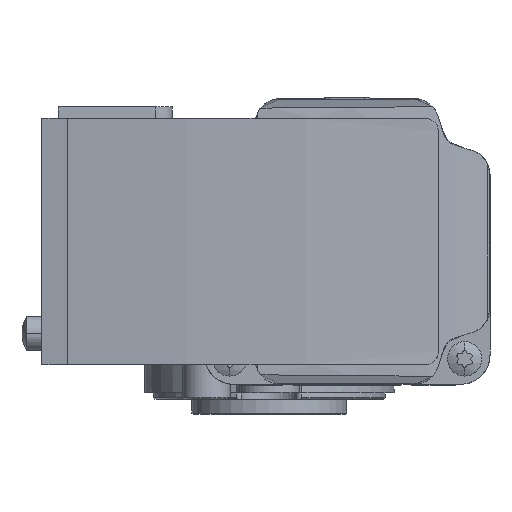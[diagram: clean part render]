
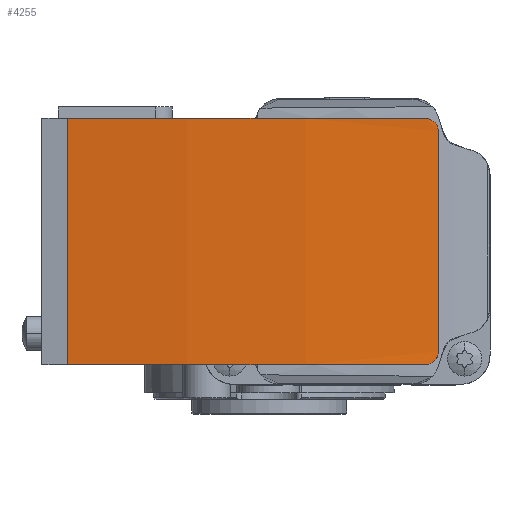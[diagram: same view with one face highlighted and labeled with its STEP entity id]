
A CAD part, left-side view. The second image highlights one B-rep face of the part: STEP entity #4255.
In plain terms, the highlighted cylindrical face has radius 300 mm (diameter 600 mm), a partial arc.
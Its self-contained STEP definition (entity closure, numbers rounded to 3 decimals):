
#4255=ADVANCED_FACE('',(#12712),#12713,.T.);
#4271=VERTEX_POINT('',#12736);
#4273=VERTEX_POINT('',#12738);
#4275=EDGE_CURVE('',#4271,#4273,#12740,.T.);
#4277=VERTEX_POINT('',#12742);
#4279=EDGE_CURVE('',#4277,#4271,#12744,.T.);
#4281=VERTEX_POINT('',#12746);
#4283=EDGE_CURVE('',#4281,#4277,#12748,.T.);
#4285=VERTEX_POINT('',#12750);
#4287=EDGE_CURVE('',#4285,#4281,#12752,.T.);
#4289=VERTEX_POINT('',#12754);
#4291=EDGE_CURVE('',#4289,#4285,#12756,.T.);
#4293=EDGE_CURVE('',#4273,#4289,#12758,.T.);
#12712=FACE_OUTER_BOUND('',#22303,.T.);
#12713=CYLINDRICAL_SURFACE('',#22304,300.0);
#12736=CARTESIAN_POINT('',(-4.808,-25.6,28.6));
#12738=CARTESIAN_POINT('',(-4.388,-28.6,25.6));
#12740=B_SPLINE_CURVE_WITH_KNOTS('',3,(#22332,#22333,#22334,#22335,#22336,#22337,#22338,#22339,#22340,#22341,#22342,#22343,#22344,#22345,#22346,#22347,#22348,#22349),.UNSPECIFIED.,.F.,.F.,(4,2,2,2,2,2,2,2,4),(4.539,5.11,5.681,6.252,6.822,7.387,7.952,8.517,9.082),.UNSPECIFIED.);
#12742=CARTESIAN_POINT('',(-4.388,57.6,28.6));
#12744=CIRCLE('',#22354,300.0);
#12746=CARTESIAN_POINT('',(-4.388,57.6,-28.6));
#12748=LINE('',#22359,#22360);
#12750=CARTESIAN_POINT('',(-4.808,-25.6,-28.6));
#12752=CIRCLE('',#22365,300.0);
#12754=CARTESIAN_POINT('',(-4.388,-28.6,-25.6));
#12756=B_SPLINE_CURVE_WITH_KNOTS('',3,(#22370,#22371,#22372,#22373,#22374,#22375,#22376,#22377,#22378,#22379,#22380,#22381,#22382,#22383,#22384,#22385,#22386,#22387),.UNSPECIFIED.,.F.,.F.,(4,2,2,2,2,2,2,2,4),(9.082,9.648,10.214,10.78,11.346,11.916,12.485,13.054,13.624),.UNSPECIFIED.);
#12758=LINE('',#22390,#22391);
#22303=EDGE_LOOP('',(#37952,#37953,#37954,#37955,#37956,#37957));
#22304=AXIS2_PLACEMENT_3D('',#37958,#37959,#37960);
#22332=CARTESIAN_POINT('',(-4.808,-25.6,28.6));
#22333=CARTESIAN_POINT('',(-4.782,-25.789,28.6));
#22334=CARTESIAN_POINT('',(-4.756,-25.984,28.582));
#22335=CARTESIAN_POINT('',(-4.703,-26.372,28.506));
#22336=CARTESIAN_POINT('',(-4.676,-26.565,28.448));
#22337=CARTESIAN_POINT('',(-4.625,-26.935,28.294));
#22338=CARTESIAN_POINT('',(-4.6,-27.112,28.198));
#22339=CARTESIAN_POINT('',(-4.554,-27.441,27.977));
#22340=CARTESIAN_POINT('',(-4.532,-27.592,27.851));
#22341=CARTESIAN_POINT('',(-4.495,-27.858,27.585));
#22342=CARTESIAN_POINT('',(-4.477,-27.982,27.435));
#22343=CARTESIAN_POINT('',(-4.446,-28.201,27.108));
#22344=CARTESIAN_POINT('',(-4.432,-28.296,26.931));
#22345=CARTESIAN_POINT('',(-4.41,-28.448,26.562));
#22346=CARTESIAN_POINT('',(-4.401,-28.506,26.37));
#22347=CARTESIAN_POINT('',(-4.39,-28.582,25.983));
#22348=CARTESIAN_POINT('',(-4.388,-28.6,25.788));
#22349=CARTESIAN_POINT('',(-4.388,-28.6,25.6));
#22354=AXIS2_PLACEMENT_3D('',#38019,#38020,#38021);
#22359=CARTESIAN_POINT('',(-4.388,57.6,0.0));
#22360=VECTOR('',#38022,1.0);
#22365=AXIS2_PLACEMENT_3D('',#38023,#38024,#38025);
#22370=CARTESIAN_POINT('',(-4.388,-28.6,-25.6));
#22371=CARTESIAN_POINT('',(-4.388,-28.6,-25.789));
#22372=CARTESIAN_POINT('',(-4.39,-28.582,-25.984));
#22373=CARTESIAN_POINT('',(-4.402,-28.506,-26.372));
#22374=CARTESIAN_POINT('',(-4.41,-28.448,-26.565));
#22375=CARTESIAN_POINT('',(-4.432,-28.294,-26.934));
#22376=CARTESIAN_POINT('',(-4.446,-28.199,-27.111));
#22377=CARTESIAN_POINT('',(-4.477,-27.979,-27.438));
#22378=CARTESIAN_POINT('',(-4.495,-27.854,-27.589));
#22379=CARTESIAN_POINT('',(-4.533,-27.588,-27.855));
#22380=CARTESIAN_POINT('',(-4.554,-27.437,-27.98));
#22381=CARTESIAN_POINT('',(-4.601,-27.109,-28.2));
#22382=CARTESIAN_POINT('',(-4.625,-26.932,-28.296));
#22383=CARTESIAN_POINT('',(-4.677,-26.562,-28.449));
#22384=CARTESIAN_POINT('',(-4.703,-26.37,-28.506));
#22385=CARTESIAN_POINT('',(-4.756,-25.983,-28.582));
#22386=CARTESIAN_POINT('',(-4.783,-25.788,-28.6));
#22387=CARTESIAN_POINT('',(-4.808,-25.6,-28.6));
#22390=CARTESIAN_POINT('',(-4.388,-28.6,0.0));
#22391=VECTOR('',#38026,1.0);
#37952=ORIENTED_EDGE('',*,*,#4275,.F.);
#37953=ORIENTED_EDGE('',*,*,#4279,.F.);
#37954=ORIENTED_EDGE('',*,*,#4283,.F.);
#37955=ORIENTED_EDGE('',*,*,#4287,.F.);
#37956=ORIENTED_EDGE('',*,*,#4291,.F.);
#37957=ORIENTED_EDGE('',*,*,#4293,.F.);
#37958=CARTESIAN_POINT('',(292.5,14.5,28.6));
#37959=DIRECTION('',(0.0,-0.0,-1.0));
#37960=DIRECTION('',(-0.99,-0.144,0.0));
#38019=CARTESIAN_POINT('',(292.5,14.5,28.6));
#38020=DIRECTION('',(0.0,0.0,1.0));
#38021=DIRECTION('',(-0.99,-0.144,0.0));
#38022=DIRECTION('',(0.0,0.0,1.0));
#38023=CARTESIAN_POINT('',(292.5,14.5,-28.6));
#38024=DIRECTION('',(-0.0,0.0,-1.0));
#38025=DIRECTION('',(-0.99,-0.144,0.0));
#38026=DIRECTION('',(0.0,0.0,-1.0));
